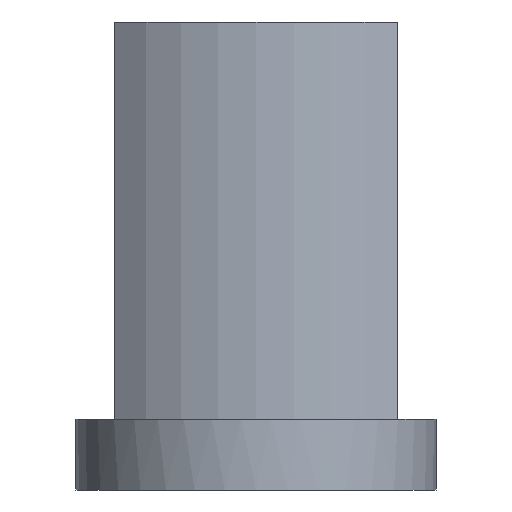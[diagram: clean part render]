
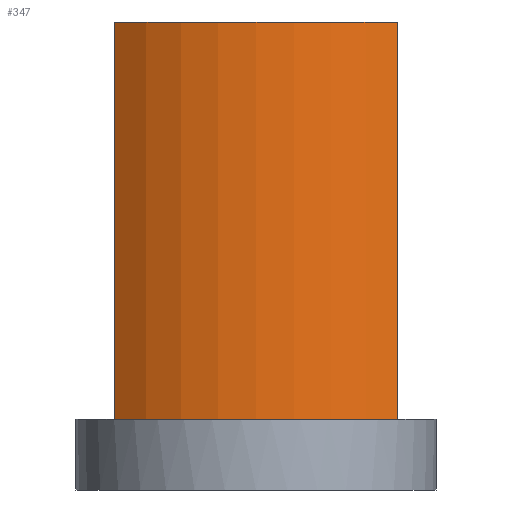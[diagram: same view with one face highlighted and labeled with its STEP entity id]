
A CAD part, front view. The second image highlights one B-rep face of the part: STEP entity #347.
In plain terms, the highlighted cylindrical face has radius 16 mm (diameter 32 mm), a partial arc.
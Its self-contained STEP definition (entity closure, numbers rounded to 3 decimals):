
#33 = ORIENTED_EDGE ( 'NONE', *, *, #780, .F. ) ;
#34 = CARTESIAN_POINT ( 'NONE',  ( 10., -12.49, -20.69 ) ) ;
#91 = EDGE_CURVE ( 'NONE', #804, #699, #491, .T. ) ;
#94 = CARTESIAN_POINT ( 'NONE',  ( 10., -12.49, 5. ) ) ;
#140 = VECTOR ( 'NONE', #1072, 1000. ) ;
#158 = DIRECTION ( 'NONE',  ( 1., 0., 0. ) ) ;
#256 = DIRECTION ( 'NONE',  ( 1., 0., 0. ) ) ;
#291 = CARTESIAN_POINT ( 'NONE',  ( -10., -12.49, -20.69 ) ) ;
#335 = ORIENTED_EDGE ( 'NONE', *, *, #1077, .T. ) ;
#347 = ADVANCED_FACE ( 'NONE', ( #400 ), #947, .T. ) ;
#378 = DIRECTION ( 'NONE',  ( 0., 0., 1. ) ) ;
#400 = FACE_OUTER_BOUND ( 'NONE', #775, .T. ) ;
#462 = EDGE_CURVE ( 'NONE', #1213, #699, #681, .T. ) ;
#481 = ORIENTED_EDGE ( 'NONE', *, *, #462, .T. ) ;
#491 = CIRCLE ( 'NONE', #883, 16. ) ;
#544 = CARTESIAN_POINT ( 'NONE',  ( 10., -12.49, 33. ) ) ;
#545 = LINE ( 'NONE', #291, #140 ) ;
#650 = CARTESIAN_POINT ( 'NONE',  ( -10., -12.49, 5. ) ) ;
#681 = LINE ( 'NONE', #34, #1080 ) ;
#689 = DIRECTION ( 'NONE',  ( 0., 0., 1. ) ) ;
#699 = VERTEX_POINT ( 'NONE', #544 ) ;
#712 = VERTEX_POINT ( 'NONE', #650 ) ;
#775 = EDGE_LOOP ( 'NONE', ( #895, #33, #335, #481 ) ) ;
#780 = EDGE_CURVE ( 'NONE', #712, #804, #545, .T. ) ;
#804 = VERTEX_POINT ( 'NONE', #969 ) ;
#840 = CARTESIAN_POINT ( 'NONE',  ( 0., 0., 43. ) ) ;
#883 = AXIS2_PLACEMENT_3D ( 'NONE', #1015, #1106, #158 ) ;
#895 = ORIENTED_EDGE ( 'NONE', *, *, #91, .F. ) ;
#912 = AXIS2_PLACEMENT_3D ( 'NONE', #1012, #1104, #256 ) ;
#947 = CYLINDRICAL_SURFACE ( 'NONE', #1177, 16. ) ;
#959 = DIRECTION ( 'NONE',  ( 1., 0., 0. ) ) ;
#969 = CARTESIAN_POINT ( 'NONE',  ( -10., -12.49, 33. ) ) ;
#1012 = CARTESIAN_POINT ( 'NONE',  ( 0., 0., 5. ) ) ;
#1015 = CARTESIAN_POINT ( 'NONE',  ( 0., 0., 33. ) ) ;
#1072 = DIRECTION ( 'NONE',  ( 0., 0., 1. ) ) ;
#1077 = EDGE_CURVE ( 'NONE', #712, #1213, #1114, .T. ) ;
#1080 = VECTOR ( 'NONE', #689, 1000. ) ;
#1104 = DIRECTION ( 'NONE',  ( 0., 0., 1. ) ) ;
#1106 = DIRECTION ( 'NONE',  ( 0., 0., 1. ) ) ;
#1114 = CIRCLE ( 'NONE', #912, 16. ) ;
#1177 = AXIS2_PLACEMENT_3D ( 'NONE', #840, #378, #959 ) ;
#1213 = VERTEX_POINT ( 'NONE', #94 ) ;
